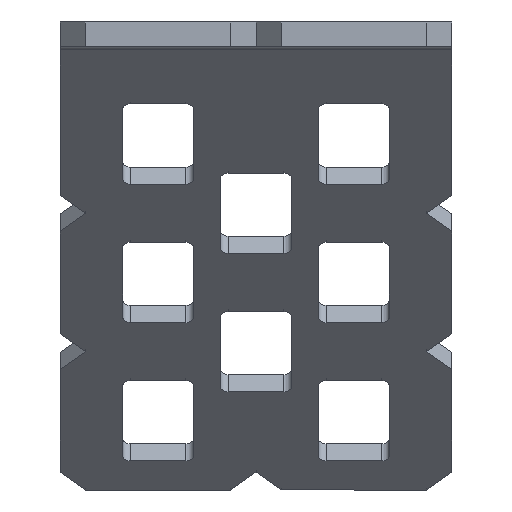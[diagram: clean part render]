
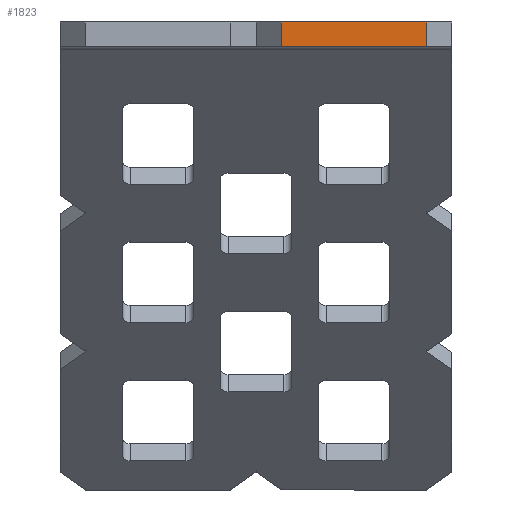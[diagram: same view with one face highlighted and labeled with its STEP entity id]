
A CAD part, left-side view. The second image highlights one B-rep face of the part: STEP entity #1823.
In plain terms, the highlighted planar face has unit normal (-1, 0, 0).
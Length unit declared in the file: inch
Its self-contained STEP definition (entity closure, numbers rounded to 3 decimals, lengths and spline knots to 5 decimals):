
#127 = VERTEX_POINT ( 'NONE', #5455 ) ;
#339 = DIRECTION ( 'NONE',  ( 0., 0., 1. ) ) ;
#862 = DIRECTION ( 'NONE',  ( 0., 0., 1. ) ) ;
#1022 = CARTESIAN_POINT ( 'NONE',  ( -0.80175, -0.436, 0.062 ) ) ;
#1212 = CARTESIAN_POINT ( 'NONE',  ( -0.80175, -0.5, 0.062 ) ) ;
#1351 = CARTESIAN_POINT ( 'NONE',  ( -0.80175, -0.436, 0. ) ) ;
#1369 = CARTESIAN_POINT ( 'NONE',  ( -0.80175, -0.5, 0. ) ) ;
#1395 = EDGE_CURVE ( 'NONE', #127, #1447, #2257, .T. ) ;
#1405 = LINE ( 'NONE', #1351, #4808 ) ;
#1447 = VERTEX_POINT ( 'NONE', #2463 ) ;
#1662 = ORIENTED_EDGE ( 'NONE', *, *, #2362, .T. ) ;
#1695 = LINE ( 'NONE', #1212, #4179 ) ;
#1817 = PLANE ( 'NONE',  #3556 ) ;
#1823 = ADVANCED_FACE ( 'NONE', ( #5928 ), #1817, .T. ) ;
#1854 = CARTESIAN_POINT ( 'NONE',  ( -0.80175, -0.5, 0. ) ) ;
#1970 = CARTESIAN_POINT ( 'NONE',  ( -0.80175, -0.064, 0.062 ) ) ;
#2029 = VECTOR ( 'NONE', #5112, 39.37008 ) ;
#2231 = DIRECTION ( 'NONE',  ( 0., -1., 0. ) ) ;
#2257 = LINE ( 'NONE', #1854, #5083 ) ;
#2362 = EDGE_CURVE ( 'NONE', #4656, #127, #3295, .T. ) ;
#2463 = CARTESIAN_POINT ( 'NONE',  ( -0.80175, -0.436, 0. ) ) ;
#2573 = EDGE_CURVE ( 'NONE', #1447, #4269, #1405, .T. ) ;
#2920 = ORIENTED_EDGE ( 'NONE', *, *, #5313, .F. ) ;
#3076 = DIRECTION ( 'NONE',  ( 0., -1., 0. ) ) ;
#3187 = CARTESIAN_POINT ( 'NONE',  ( -0.80175, -0.064, 0.062 ) ) ;
#3199 = DIRECTION ( 'NONE',  ( -1., 0., 0. ) ) ;
#3295 = LINE ( 'NONE', #1970, #2029 ) ;
#3556 = AXIS2_PLACEMENT_3D ( 'NONE', #1369, #3199, #339 ) ;
#3588 = ORIENTED_EDGE ( 'NONE', *, *, #2573, .T. ) ;
#4179 = VECTOR ( 'NONE', #3076, 39.37008 ) ;
#4269 = VERTEX_POINT ( 'NONE', #1022 ) ;
#4656 = VERTEX_POINT ( 'NONE', #3187 ) ;
#4808 = VECTOR ( 'NONE', #862, 39.37008 ) ;
#4905 = ORIENTED_EDGE ( 'NONE', *, *, #1395, .T. ) ;
#5083 = VECTOR ( 'NONE', #2231, 39.37008 ) ;
#5112 = DIRECTION ( 'NONE',  ( 0., 0., -1. ) ) ;
#5313 = EDGE_CURVE ( 'NONE', #4656, #4269, #1695, .T. ) ;
#5360 = EDGE_LOOP ( 'NONE', ( #1662, #4905, #3588, #2920 ) ) ;
#5455 = CARTESIAN_POINT ( 'NONE',  ( -0.80175, -0.064, 0. ) ) ;
#5928 = FACE_OUTER_BOUND ( 'NONE', #5360, .T. ) ;
